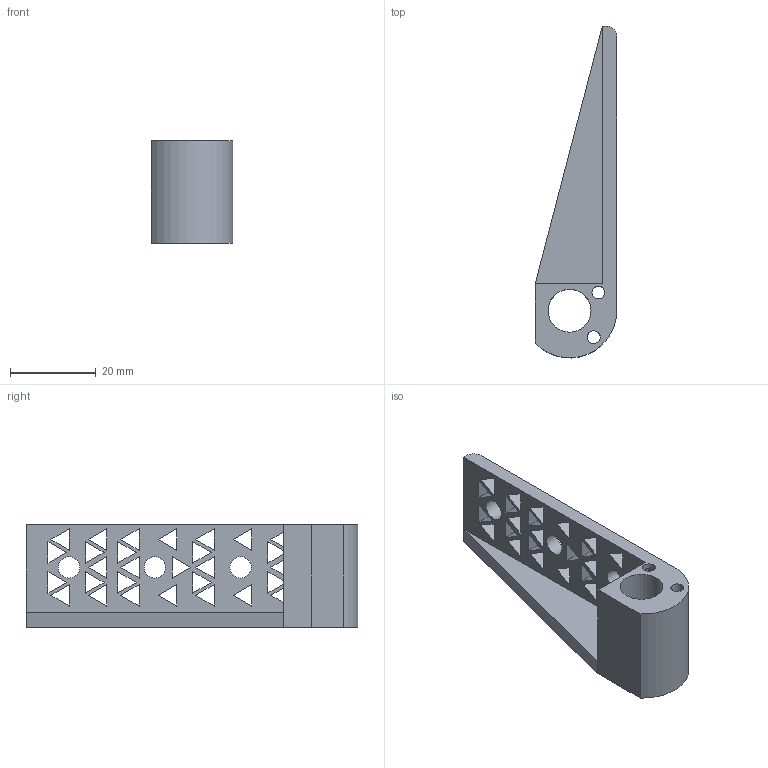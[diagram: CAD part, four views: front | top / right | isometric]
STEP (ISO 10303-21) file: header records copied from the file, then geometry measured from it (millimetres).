
FILE_DESCRIPTION(/* description */ (''),/* implementation_level */ '2;1');
FILE_NAME(/* name */ 'XY Connector 2.step',/* time_stamp */ '2024-08-25T23:59:27+01:00',/* author */ (''),/* organization */ (''),/* preprocessor_version */ 'ST-DEVELOPER v20',/* originating_system */ 'Autodesk Translation Framework v13.14.0.145',/* authorisation */ '');
FILE_SCHEMA (('AUTOMOTIVE_DESIGN { 1 0 10303 214 3 1 1 }'));
Length unit declared in the file: millimetre
Products named in the file (1): New X-Y Connector v15(Mirror)
Bounding box: 19 x 77.34 x 24 mm (x, y, z)
Volume: 10125.8 mm3; surface area: 8201.1 mm2
Topology: 1 solids, 1 shells, 121 faces, 361 edges, 240 vertices
Faces by surface type: plane 113, cylinder 8
Full cylindrical faces by diameter (mm): 3 x2, 5 x3, 10 x1
Entity records: 4186 total; most frequent: CARTESIAN_POINT 723, ORIENTED_EDGE 722, DIRECTION 631, EDGE_CURVE 361, LINE 335, VECTOR 335, VERTEX_POINT 240, EDGE_LOOP 193
